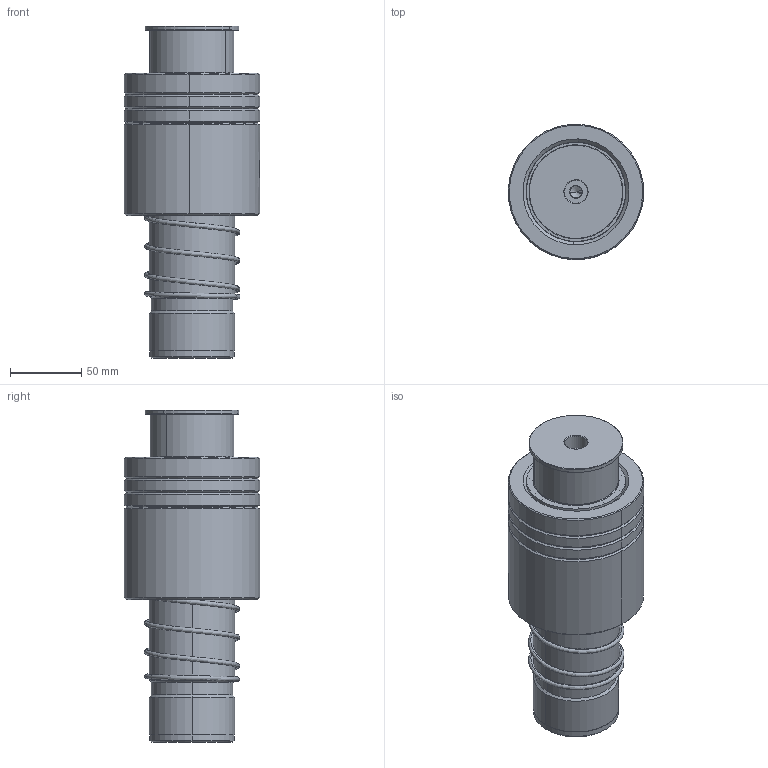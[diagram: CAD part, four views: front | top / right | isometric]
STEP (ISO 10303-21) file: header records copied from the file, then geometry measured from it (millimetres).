
FILE_DESCRIPTION (( 'STEP AP214' ), '1' );
FILE_NAME ('EKS EKJ-D60-L200(BL-100).STEP', '2021-09-27T03:03:56', ( '' ), ( '' ), 'SwSTEP 2.0', 'SolidWorks 2016', '' );
FILE_SCHEMA (( 'AUTOMOTIVE_DESIGN' ));
Length unit declared in the file: millimetre
Products named in the file (257): HWP-D66.9-60.5-L90; BALL-D5; BJ-D69.5-60.5-L90; TBB-D95-d70-L100; MGK-D60-L200; BJ BS-69.5-60.5-L90郪蚾; EKS EKJ-D60-L200(BL-100); GTK-D66-d59
Assembly tree (251 placements, depth 3):
  BALL-D5
  BALL-D5
  BALL-D5
  BALL-D5
  BALL-D5
Bounding box: 94.96 x 94.92 x 233 mm (x, y, z)
Volume: 1058809.5 mm3; surface area: 203634.5 mm2
Topology: 247 solids, 247 shells, 1101 faces, 4661 edges, 3091 vertices
Faces by surface type: sphere 968, cone 42, cylinder 38, plane 21, torus 18, bspline 14
Entity records: 49245 total; most frequent: CARTESIAN_POINT 28930, ORIENTED_EDGE 3500, DIRECTION 3084, EDGE_CURVE 1750, AXIS2_PLACEMENT_3D 1494, VERTEX_POINT 1143, EDGE_LOOP 1109, B_SPLINE_CURVE_WITH_KNOTS 1025
